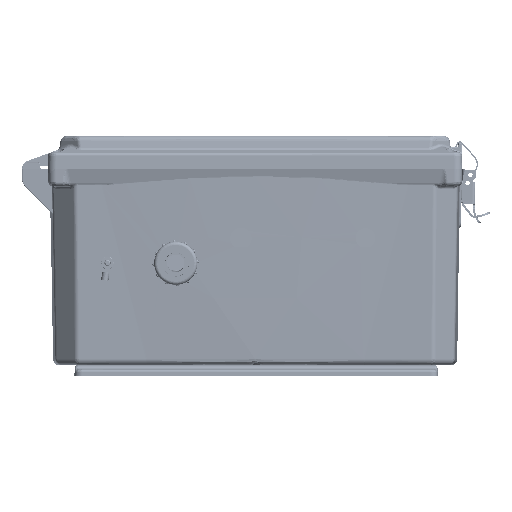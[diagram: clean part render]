
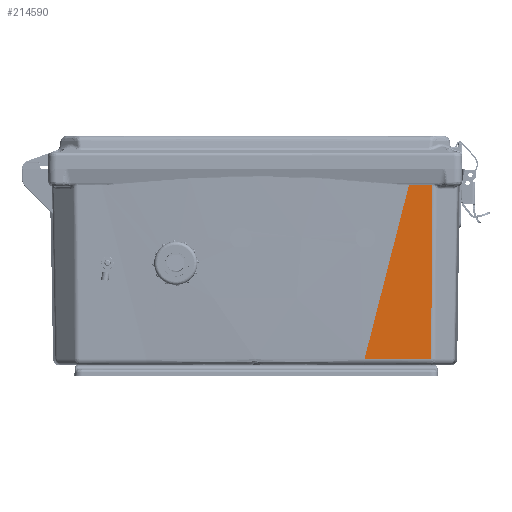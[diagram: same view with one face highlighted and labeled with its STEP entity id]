
A CAD part, front view. The second image highlights one B-rep face of the part: STEP entity #214590.
In plain terms, the highlighted face is planar.
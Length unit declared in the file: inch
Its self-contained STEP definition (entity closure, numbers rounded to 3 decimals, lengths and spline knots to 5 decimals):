
#643 = ORIENTED_EDGE ( 'NONE', *, *, #113390, .T. ) ;
#15766 = VECTOR ( 'NONE', #24792, 39.37008 ) ;
#18284 = VERTEX_POINT ( 'NONE', #80763 ) ;
#21954 = B_SPLINE_CURVE_WITH_KNOTS ( 'NONE', 3,
 ( #109271, #112332, #277373, #156500 ),
 .UNSPECIFIED., .F., .F.,
 ( 4, 4 ),
 ( 0., 1. ),
 .UNSPECIFIED. ) ;
#22158 = CARTESIAN_POINT ( 'NONE',  ( -5.77332, -7.06423, -5.34143 ) ) ;
#23101 = LINE ( 'NONE', #90709, #15766 ) ;
#24792 = DIRECTION ( 'NONE',  ( 0., 0., 1. ) ) ;
#29727 = PLANE ( 'NONE',  #107093 ) ;
#73953 = EDGE_CURVE ( 'NONE', #194981, #204405, #293007, .T. ) ;
#80763 = CARTESIAN_POINT ( 'NONE',  ( -0.50592, -7.15617, -5.37952 ) ) ;
#84132 = ORIENTED_EDGE ( 'NONE', *, *, #73953, .F. ) ;
#84955 = DIRECTION ( 'NONE',  ( 0., 0., 1. ) ) ;
#90709 = CARTESIAN_POINT ( 'NONE',  ( -0.50592, -7.15617, 6.74752 ) ) ;
#98069 = EDGE_CURVE ( 'NONE', #18284, #286546, #23101, .T. ) ;
#99691 = CARTESIAN_POINT ( 'NONE',  ( 0., -7.165, 6.74752 ) ) ;
#107093 = AXIS2_PLACEMENT_3D ( 'NONE', #99691, #219611, #196082 ) ;
#109271 = CARTESIAN_POINT ( 'NONE',  ( -0.50592, -7.15617, -4.66613 ) ) ;
#112332 = CARTESIAN_POINT ( 'NONE',  ( -2.55774, -7.12035, -4.14121 ) ) ;
#113390 = EDGE_CURVE ( 'NONE', #194981, #18284, #276356, .T. ) ;
#127887 = CARTESIAN_POINT ( 'NONE',  ( -5.77332, -7.06423, -5.34143 ) ) ;
#127938 = VECTOR ( 'NONE', #84955, 39.37008 ) ;
#128678 = EDGE_CURVE ( 'NONE', #286546, #204405, #21954, .T. ) ;
#137321 = CARTESIAN_POINT ( 'NONE',  ( -5.77332, -7.06423, 10.7888 ) ) ;
#139835 = CARTESIAN_POINT ( 'NONE',  ( -0.50592, -7.15617, -4.66613 ) ) ;
#150468 = DIRECTION ( 'NONE',  ( 1., -0.017, -0.007 ) ) ;
#153421 = ORIENTED_EDGE ( 'NONE', *, *, #98069, .T. ) ;
#156500 = CARTESIAN_POINT ( 'NONE',  ( -5.77332, -7.06423, -3.32044 ) ) ;
#194981 = VERTEX_POINT ( 'NONE', #22158 ) ;
#196082 = DIRECTION ( 'NONE',  ( 1., -0.017, 0. ) ) ;
#204405 = VERTEX_POINT ( 'NONE', #276038 ) ;
#207305 = ORIENTED_EDGE ( 'NONE', *, *, #128678, .T. ) ;
#214590 = ADVANCED_FACE ( 'NONE', ( #275500 ), #29727, .T. ) ;
#219611 = DIRECTION ( 'NONE',  ( -0.017, -1., 0. ) ) ;
#275500 = FACE_OUTER_BOUND ( 'NONE', #296377, .T. ) ;
#276038 = CARTESIAN_POINT ( 'NONE',  ( -5.77332, -7.06423, -3.32044 ) ) ;
#276356 = LINE ( 'NONE', #127887, #283703 ) ;
#277373 = CARTESIAN_POINT ( 'NONE',  ( -4.31354, -7.08971, -3.69265 ) ) ;
#283703 = VECTOR ( 'NONE', #150468, 39.37008 ) ;
#286546 = VERTEX_POINT ( 'NONE', #139835 ) ;
#293007 = LINE ( 'NONE', #137321, #127938 ) ;
#296377 = EDGE_LOOP ( 'NONE', ( #643, #153421, #207305, #84132 ) ) ;
